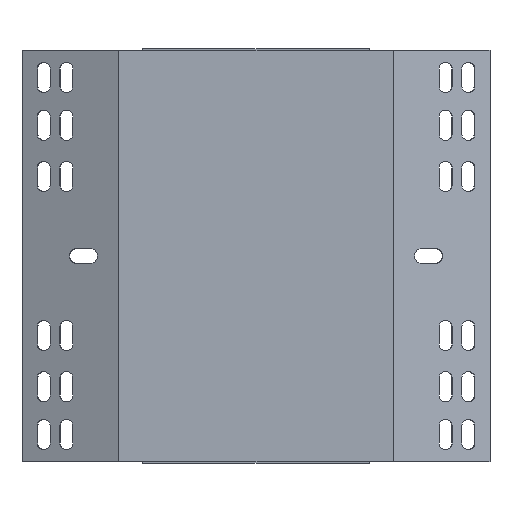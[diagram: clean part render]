
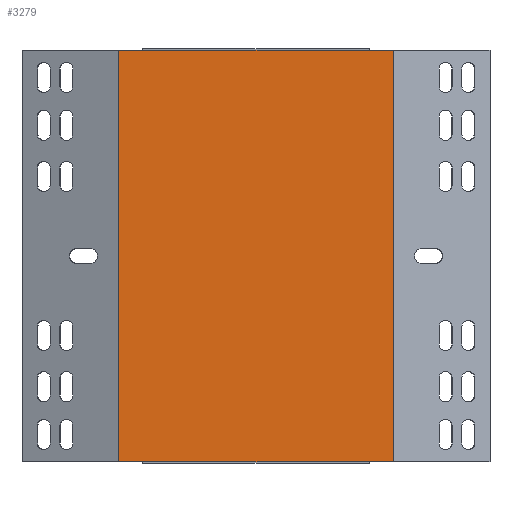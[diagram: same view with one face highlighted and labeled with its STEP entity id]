
A CAD part, front view. The second image highlights one B-rep face of the part: STEP entity #3279.
In plain terms, the highlighted planar face has unit normal (0, -1, 0).
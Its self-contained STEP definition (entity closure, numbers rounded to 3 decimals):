
#261 = ORIENTED_EDGE ( 'NONE', *, *, #4861, .F. ) ;
#585 = AXIS2_PLACEMENT_3D ( 'NONE', #3061, #6721, #3588 ) ;
#947 = ORIENTED_EDGE ( 'NONE', *, *, #2167, .T. ) ;
#1333 = CARTESIAN_POINT ( 'NONE',  ( -89.377, -23.927, -125.8 ) ) ;
#1608 = DIRECTION ( 'NONE',  ( 0., 0., 1. ) ) ;
#1676 = VECTOR ( 'NONE', #1608, 1000. ) ;
#1723 = VECTOR ( 'NONE', #5784, 1000. ) ;
#2002 = LINE ( 'NONE', #4243, #1676 ) ;
#2122 = CARTESIAN_POINT ( 'NONE',  ( -90.349, -23.927, 75.8 ) ) ;
#2139 = CARTESIAN_POINT ( 'NONE',  ( -90.349, -23.927, -125.8 ) ) ;
#2167 = EDGE_CURVE ( 'NONE', #6352, #6081, #6593, .T. ) ;
#2188 = EDGE_LOOP ( 'NONE', ( #947, #261, #2455, #4184 ) ) ;
#2393 = CARTESIAN_POINT ( 'NONE',  ( 45.141, -23.927, 75.8 ) ) ;
#2441 = EDGE_CURVE ( 'NONE', #3482, #3286, #2002, .T. ) ;
#2455 = ORIENTED_EDGE ( 'NONE', *, *, #2441, .F. ) ;
#2494 = FACE_OUTER_BOUND ( 'NONE', #2188, .T. ) ;
#2521 = PLANE ( 'NONE',  #585 ) ;
#3061 = CARTESIAN_POINT ( 'NONE',  ( -89.218, -23.927, 75. ) ) ;
#3112 = LINE ( 'NONE', #2122, #1723 ) ;
#3279 = ADVANCED_FACE ( 'NONE', ( #2494 ), #2521, .F. ) ;
#3286 = VERTEX_POINT ( 'NONE', #4656 ) ;
#3416 = EDGE_CURVE ( 'NONE', #3482, #6352, #5677, .T. ) ;
#3482 = VERTEX_POINT ( 'NONE', #1333 ) ;
#3505 = CARTESIAN_POINT ( 'NONE',  ( 45.141, -23.927, -125.8 ) ) ;
#3588 = DIRECTION ( 'NONE',  ( 0., 0., 1. ) ) ;
#3832 = VECTOR ( 'NONE', #5108, 1000. ) ;
#4184 = ORIENTED_EDGE ( 'NONE', *, *, #3416, .T. ) ;
#4243 = CARTESIAN_POINT ( 'NONE',  ( -89.377, -23.927, -126.657 ) ) ;
#4490 = VECTOR ( 'NONE', #5293, 1000. ) ;
#4598 = CARTESIAN_POINT ( 'NONE',  ( 45.141, -23.927, -126.657 ) ) ;
#4656 = CARTESIAN_POINT ( 'NONE',  ( -89.377, -23.927, 75.8 ) ) ;
#4861 = EDGE_CURVE ( 'NONE', #3286, #6081, #3112, .T. ) ;
#5108 = DIRECTION ( 'NONE',  ( 0., 0., 1. ) ) ;
#5293 = DIRECTION ( 'NONE',  ( 1., 0., 0. ) ) ;
#5677 = LINE ( 'NONE', #2139, #4490 ) ;
#5784 = DIRECTION ( 'NONE',  ( 1., 0., 0. ) ) ;
#6081 = VERTEX_POINT ( 'NONE', #2393 ) ;
#6352 = VERTEX_POINT ( 'NONE', #3505 ) ;
#6593 = LINE ( 'NONE', #4598, #3832 ) ;
#6721 = DIRECTION ( 'NONE',  ( 0., 1., 0. ) ) ;
